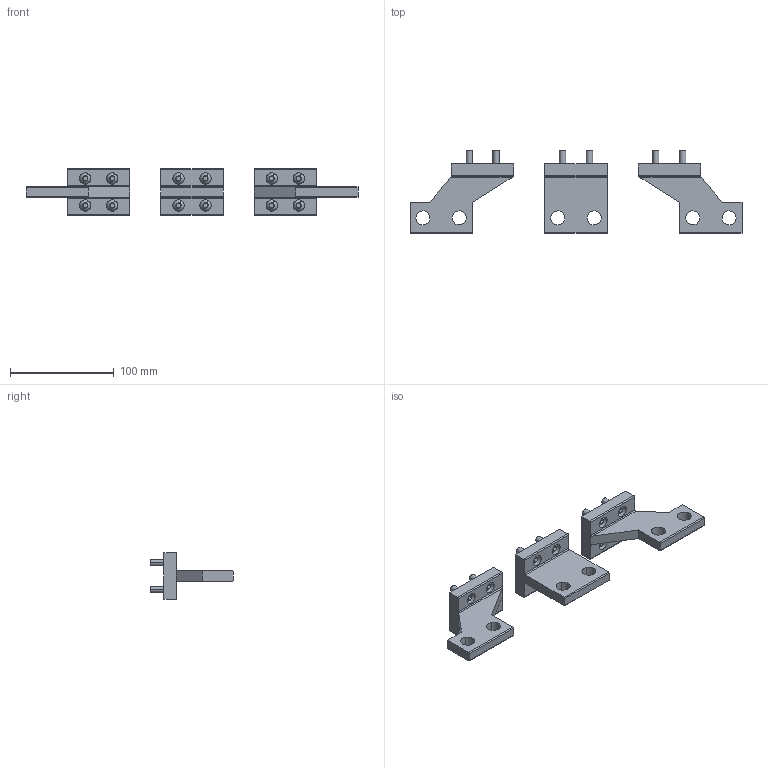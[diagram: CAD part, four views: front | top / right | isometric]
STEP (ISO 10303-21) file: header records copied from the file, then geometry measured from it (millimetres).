
FILE_DESCRIPTION(('CATIA V5 STEP Exchange'),'2;1');
FILE_NAME('1SDH001252R0094_1PA_001_01_E2.2_III_F_TERMINALS_SHR_UPPER_2000A.stp','2014-03-06T08:19:02+00:00',('none'),('none'),'CATIA Version 5 Release 20 SP 5 (IN-10)','CATIA V5 STEP AP214','none');
FILE_SCHEMA(('AUTOMOTIVE_DESIGN { 1 0 10303 214 1 1 1 1 }'));
Length unit declared in the file: millimetre
Products named in the file (1): 1SDH001252R0094_1PA_001_01_E2.2_III_F_TERMINALS_SHR_UPPER_2000A
Bounding box: 320 x 79.9 x 45 mm (x, y, z)
Volume: 181158.4 mm3; surface area: 58245.6 mm2
Topology: 15 solids, 15 shells, 346 faces, 792 edges, 512 vertices
Faces by surface type: plane 172, cylinder 126, revolution 24, torus 24
Entity records: 9553 total; most frequent: CARTESIAN_POINT 1895, ORIENTED_EDGE 1584, DIRECTION 1296, EDGE_CURVE 792, AXIS2_PLACEMENT_3D 573, VERTEX_POINT 512, VECTOR 444, LINE 444
